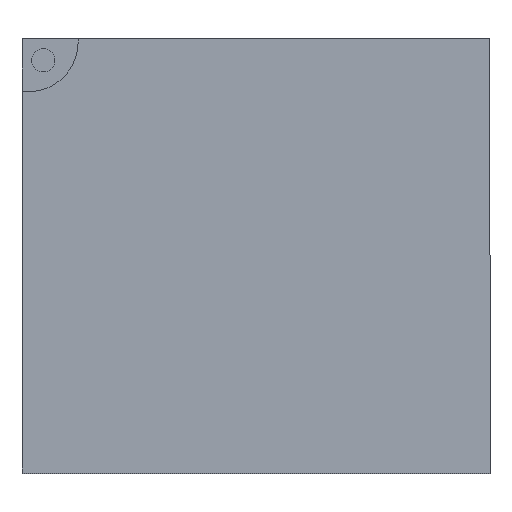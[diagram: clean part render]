
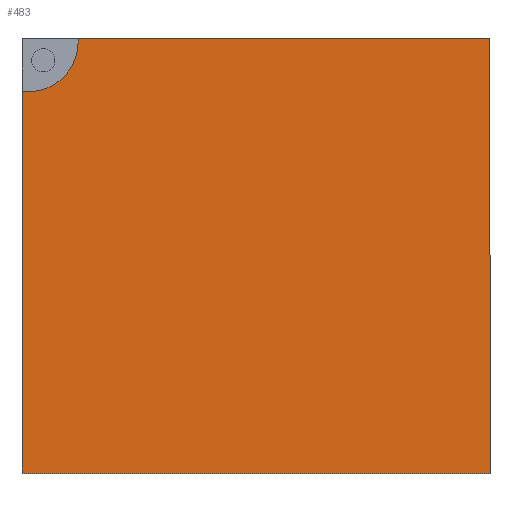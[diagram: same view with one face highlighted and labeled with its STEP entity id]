
A CAD part, top view. The second image highlights one B-rep face of the part: STEP entity #483.
In plain terms, the highlighted planar face has unit normal (0, 0, 1).
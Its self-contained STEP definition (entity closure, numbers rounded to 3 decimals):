
#23 = VERTEX_POINT ( 'NONE', #402 ) ;
#37 = DIRECTION ( 'NONE',  ( 0., 0., 1. ) ) ;
#83 = CIRCLE ( 'NONE', #177, 1.486 ) ;
#86 = ORIENTED_EDGE ( 'NONE', *, *, #769, .T. ) ;
#177 = AXIS2_PLACEMENT_3D ( 'NONE', #447, #1027, #1046 ) ;
#180 = DIRECTION ( 'NONE',  ( 1., 0., 0. ) ) ;
#247 = ORIENTED_EDGE ( 'NONE', *, *, #896, .F. ) ;
#256 = ORIENTED_EDGE ( 'NONE', *, *, #718, .T. ) ;
#259 = AXIS2_PLACEMENT_3D ( 'NONE', #1324, #37, #180 ) ;
#279 = EDGE_CURVE ( 'NONE', #1239, #1211, #1373, .T. ) ;
#313 = CIRCLE ( 'NONE', #1295, 1.486 ) ;
#327 = ORIENTED_EDGE ( 'NONE', *, *, #463, .T. ) ;
#402 = CARTESIAN_POINT ( 'NONE',  ( -7., 4.917, 9.5 ) ) ;
#447 = CARTESIAN_POINT ( 'NONE',  ( -6.808, 6.391, 9.5 ) ) ;
#463 = EDGE_CURVE ( 'NONE', #988, #1239, #726, .T. ) ;
#481 = VECTOR ( 'NONE', #1247, 1000. ) ;
#483 = ADVANCED_FACE ( 'NONE', ( #1302 ), #1567, .T. ) ;
#533 = EDGE_LOOP ( 'NONE', ( #247, #256, #86, #327, #1116, #1162 ) ) ;
#589 = CARTESIAN_POINT ( 'NONE',  ( -5.322, 6.391, 9.5 ) ) ;
#708 = VERTEX_POINT ( 'NONE', #589 ) ;
#718 = EDGE_CURVE ( 'NONE', #23, #765, #1460, .T. ) ;
#726 = LINE ( 'NONE', #852, #1165 ) ;
#745 = CARTESIAN_POINT ( 'NONE',  ( -7., 6.5, 9.5 ) ) ;
#765 = VERTEX_POINT ( 'NONE', #1186 ) ;
#769 = EDGE_CURVE ( 'NONE', #765, #988, #1084, .T. ) ;
#840 = CARTESIAN_POINT ( 'NONE',  ( 7., 6.5, 9.5 ) ) ;
#852 = CARTESIAN_POINT ( 'NONE',  ( 7., 6.5, 9.5 ) ) ;
#896 = EDGE_CURVE ( 'NONE', #23, #708, #313, .T. ) ;
#959 = CARTESIAN_POINT ( 'NONE',  ( -7., 6.5, 9.5 ) ) ;
#988 = VERTEX_POINT ( 'NONE', #1054 ) ;
#1018 = DIRECTION ( 'NONE',  ( 0., 0., 1. ) ) ;
#1027 = DIRECTION ( 'NONE',  ( 0., 0., 1. ) ) ;
#1046 = DIRECTION ( 'NONE',  ( 1., 0., 0. ) ) ;
#1054 = CARTESIAN_POINT ( 'NONE',  ( 7., -6.5, 9.5 ) ) ;
#1084 = LINE ( 'NONE', #1376, #1231 ) ;
#1116 = ORIENTED_EDGE ( 'NONE', *, *, #279, .T. ) ;
#1162 = ORIENTED_EDGE ( 'NONE', *, *, #1353, .F. ) ;
#1165 = VECTOR ( 'NONE', #1281, 1000. ) ;
#1186 = CARTESIAN_POINT ( 'NONE',  ( -7., -6.5, 9.5 ) ) ;
#1211 = VERTEX_POINT ( 'NONE', #1503 ) ;
#1231 = VECTOR ( 'NONE', #1662, 1000. ) ;
#1239 = VERTEX_POINT ( 'NONE', #840 ) ;
#1247 = DIRECTION ( 'NONE',  ( -1., 0., 0. ) ) ;
#1281 = DIRECTION ( 'NONE',  ( 0., 1., 0. ) ) ;
#1295 = AXIS2_PLACEMENT_3D ( 'NONE', #1448, #1018, #1589 ) ;
#1302 = FACE_OUTER_BOUND ( 'NONE', #533, .T. ) ;
#1324 = CARTESIAN_POINT ( 'NONE',  ( 0., 0., 9.5 ) ) ;
#1353 = EDGE_CURVE ( 'NONE', #708, #1211, #83, .T. ) ;
#1373 = LINE ( 'NONE', #959, #481 ) ;
#1376 = CARTESIAN_POINT ( 'NONE',  ( -7., -6.5, 9.5 ) ) ;
#1448 = CARTESIAN_POINT ( 'NONE',  ( -6.808, 6.391, 9.5 ) ) ;
#1460 = LINE ( 'NONE', #745, #1673 ) ;
#1503 = CARTESIAN_POINT ( 'NONE',  ( -5.326, 6.5, 9.5 ) ) ;
#1567 = PLANE ( 'NONE',  #259 ) ;
#1589 = DIRECTION ( 'NONE',  ( 1., 0., 0. ) ) ;
#1600 = DIRECTION ( 'NONE',  ( 0., -1., 0. ) ) ;
#1662 = DIRECTION ( 'NONE',  ( 1., 0., 0. ) ) ;
#1673 = VECTOR ( 'NONE', #1600, 1000. ) ;
